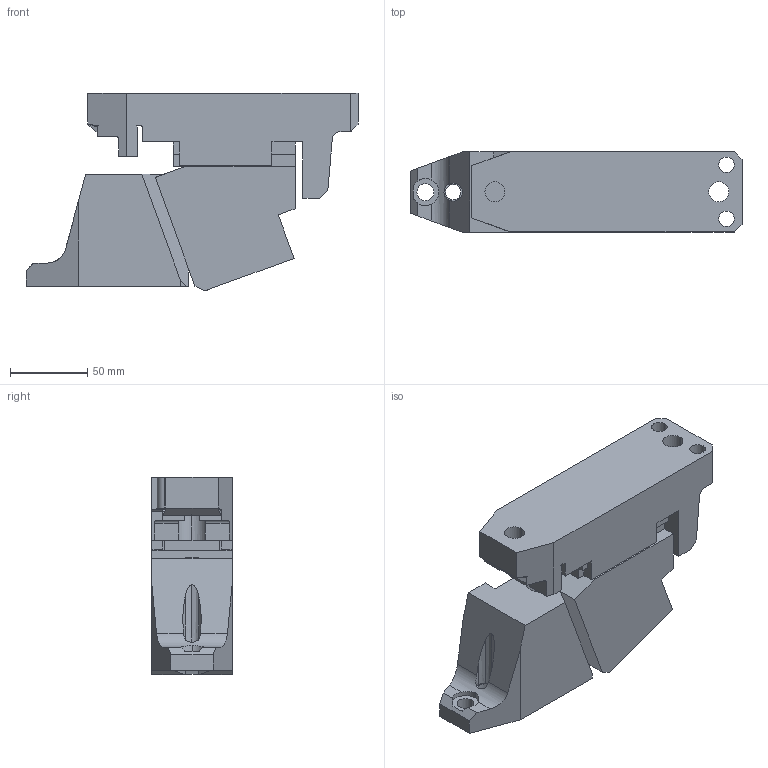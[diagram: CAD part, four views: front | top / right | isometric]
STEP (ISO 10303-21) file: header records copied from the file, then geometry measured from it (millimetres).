
FILE_DESCRIPTION(('CATIA V5 STEP Exchange'),'2;1');
FILE_NAME('CACS_52_70.stp','2015-04-21T07:11:17+00:00',('none'),('none'),'CATIA Version 5 Release 19 SP 2 (IN-10)','CATIA V5 STEP AP203','none');
FILE_SCHEMA(('CONFIG_CONTROL_DESIGN'));
Length unit declared in the file: millimetre
Products named in the file (1): CACS_52_70
Bounding box: 215 x 52 x 128 mm (x, y, z)
Volume: 817326.5 mm3; surface area: 115942.8 mm2
Topology: 3 solids, 3 shells, 181 faces, 519 edges, 348 vertices
Faces by surface type: plane 118, cylinder 46, bspline 17
Entity records: 6564 total; most frequent: CARTESIAN_POINT 2081, ORIENTED_EDGE 1038, DIRECTION 703, EDGE_CURVE 519, VERTEX_POINT 348, VECTOR 331, LINE 331, AXIS2_PLACEMENT_3D 221
